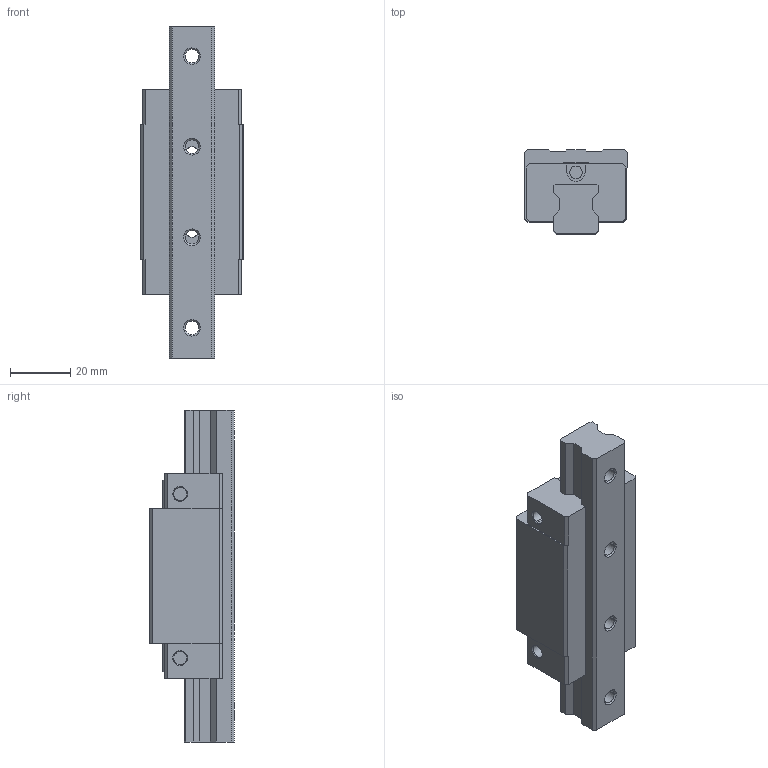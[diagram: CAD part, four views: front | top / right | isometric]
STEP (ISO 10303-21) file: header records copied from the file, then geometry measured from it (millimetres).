
FILE_DESCRIPTION((''),'2;1');
FILE_NAME('PRT0001','2009-12-18T',('danharen'),(''),'PRO/ENGINEER BY PARAMETRIC TECHNOLOGY CORPORATION, 2004360','PRO/ENGINEER BY PARAMETRIC TECHNOLOGY CORPORATION, 2004360','');
FILE_SCHEMA(('CONFIG_CONTROL_DESIGN'));
Length unit declared in the file: millimetre
Products named in the file (1): PRT0001
Bounding box: 34 x 28 x 110 mm (x, y, z)
Volume: 59607.5 mm3; surface area: 17292.7 mm2
Topology: 1 solids, 1 shells, 212 faces, 579 edges, 389 vertices
Faces by surface type: plane 118, cylinder 58, cone 36
Entity records: 6829 total; most frequent: DIRECTION 1199, CARTESIAN_POINT 1180, ORIENTED_EDGE 1158, EDGE_CURVE 579, AXIS2_PLACEMENT_3D 408, VERTEX_POINT 389, VECTOR 383, LINE 383
